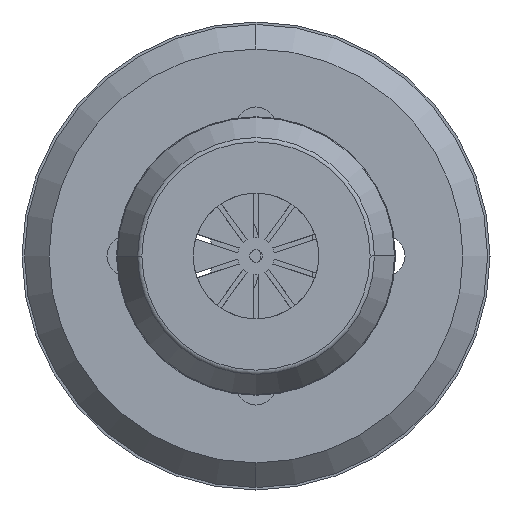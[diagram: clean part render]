
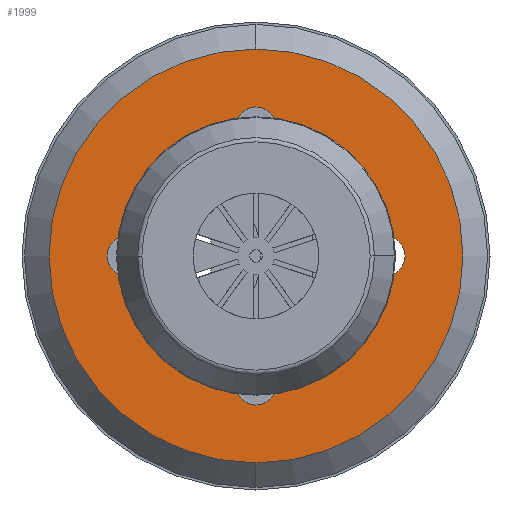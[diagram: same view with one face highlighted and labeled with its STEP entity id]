
A CAD part, left-side view. The second image highlights one B-rep face of the part: STEP entity #1999.
In plain terms, the highlighted planar face has unit normal (-1, 0, 0).
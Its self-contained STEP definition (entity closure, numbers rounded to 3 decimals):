
#1739 = EDGE_LOOP ( 'NONE', ( #1768, #1880 ) ) ;
#1740 = ORIENTED_EDGE ( 'NONE', *, *, #1750, .F. ) ;
#1750 = EDGE_CURVE ( 'NONE', #1762, #1771, #5992, .T. ) ;
#1759 = ORIENTED_EDGE ( 'NONE', *, *, #1776, .F. ) ;
#1762 = VERTEX_POINT ( 'NONE', #5902 ) ;
#1763 = EDGE_CURVE ( 'NONE', #1963, #1934, #5987, .T. ) ;
#1767 = ORIENTED_EDGE ( 'NONE', *, *, #1922, .F. ) ;
#1768 = ORIENTED_EDGE ( 'NONE', *, *, #1763, .T. ) ;
#1771 = VERTEX_POINT ( 'NONE', #5884 ) ;
#1776 = EDGE_CURVE ( 'NONE', #1771, #1762, #5907, .T. ) ;
#1780 = EDGE_LOOP ( 'NONE', ( #1759, #1740 ) ) ;
#1789 = ORIENTED_EDGE ( 'NONE', *, *, #1946, .F. ) ;
#1793 = EDGE_CURVE ( 'NONE', #1943, #1962, #5873, .T. ) ;
#1797 = ORIENTED_EDGE ( 'NONE', *, *, #1793, .F. ) ;
#1798 = EDGE_LOOP ( 'NONE', ( #1797, #2017 ) ) ;
#1828 = EDGE_LOOP ( 'NONE', ( #1835, #1767 ) ) ;
#1835 = ORIENTED_EDGE ( 'NONE', *, *, #2009, .F. ) ;
#1880 = ORIENTED_EDGE ( 'NONE', *, *, #1981, .T. ) ;
#1922 = EDGE_CURVE ( 'NONE', #2026, #1925, #6074, .T. ) ;
#1925 = VERTEX_POINT ( 'NONE', #6070 ) ;
#1934 = VERTEX_POINT ( 'NONE', #6046 ) ;
#1936 = EDGE_CURVE ( 'NONE', #1971, #1938, #6052, .T. ) ;
#1938 = VERTEX_POINT ( 'NONE', #6031 ) ;
#1943 = VERTEX_POINT ( 'NONE', #6034 ) ;
#1944 = EDGE_CURVE ( 'NONE', #1962, #1943, #6024, .T. ) ;
#1946 = EDGE_CURVE ( 'NONE', #1938, #1971, #6030, .T. ) ;
#1947 = ORIENTED_EDGE ( 'NONE', *, *, #1972, .F. ) ;
#1962 = VERTEX_POINT ( 'NONE', #6277 ) ;
#1963 = VERTEX_POINT ( 'NONE', #6285 ) ;
#1964 = VERTEX_POINT ( 'NONE', #6345 ) ;
#1971 = VERTEX_POINT ( 'NONE', #6387 ) ;
#1972 = EDGE_CURVE ( 'NONE', #1964, #1993, #6388, .T. ) ;
#1981 = EDGE_CURVE ( 'NONE', #1934, #1963, #6451, .T. ) ;
#1993 = VERTEX_POINT ( 'NONE', #6389 ) ;
#1998 = EDGE_LOOP ( 'NONE', ( #1789, #2002 ) ) ;
#1999 = ADVANCED_FACE ( 'NONE', ( #6415, #6391, #6418, #6421, #6420, #6414 ), #6428, .F. ) ;
#2000 = ORIENTED_EDGE ( 'NONE', *, *, #2006, .F. ) ;
#2002 = ORIENTED_EDGE ( 'NONE', *, *, #1936, .F. ) ;
#2005 = EDGE_LOOP ( 'NONE', ( #2000, #1947 ) ) ;
#2006 = EDGE_CURVE ( 'NONE', #1993, #1964, #6413, .T. ) ;
#2009 = EDGE_CURVE ( 'NONE', #1925, #2026, #6412, .T. ) ;
#2017 = ORIENTED_EDGE ( 'NONE', *, *, #1944, .F. ) ;
#2026 = VERTEX_POINT ( 'NONE', #6317 ) ;
#5866 = DIRECTION ( 'NONE',  ( 0., 0., 1. ) ) ;
#5867 = DIRECTION ( 'NONE',  ( -1., 0., 0. ) ) ;
#5868 = CARTESIAN_POINT ( 'NONE',  ( -66.1, -5.25, 0. ) ) ;
#5869 = AXIS2_PLACEMENT_3D ( 'NONE', #5868, #5867, #5866 ) ;
#5873 = CIRCLE ( 'NONE', #5869, 0.8 ) ;
#5884 = CARTESIAN_POINT ( 'NONE',  ( -66.1, 0., 3.4 ) ) ;
#5892 = DIRECTION ( 'NONE',  ( 0., 0., -1. ) ) ;
#5893 = DIRECTION ( 'NONE',  ( -1., 0., 0. ) ) ;
#5894 = CARTESIAN_POINT ( 'NONE',  ( -66.1, 0., 0. ) ) ;
#5897 = AXIS2_PLACEMENT_3D ( 'NONE', #5894, #5893, #5892 ) ;
#5902 = CARTESIAN_POINT ( 'NONE',  ( -66.1, 0., -3.4 ) ) ;
#5907 = CIRCLE ( 'NONE', #5973, 3.4 ) ;
#5909 = DIRECTION ( 'NONE',  ( 0., 0., 1. ) ) ;
#5910 = DIRECTION ( 'NONE',  ( -1., 0., 0. ) ) ;
#5911 = CARTESIAN_POINT ( 'NONE',  ( -66.1, 0., 0. ) ) ;
#5963 = DIRECTION ( 'NONE',  ( 0., 0., 1. ) ) ;
#5964 = DIRECTION ( 'NONE',  ( -1., 0., 0. ) ) ;
#5969 = CARTESIAN_POINT ( 'NONE',  ( -66.1, 0., 0. ) ) ;
#5973 = AXIS2_PLACEMENT_3D ( 'NONE', #5969, #5964, #5963 ) ;
#5983 = AXIS2_PLACEMENT_3D ( 'NONE', #5911, #5910, #5909 ) ;
#5987 = CIRCLE ( 'NONE', #5897, 8.4 ) ;
#5992 = CIRCLE ( 'NONE', #5983, 3.4 ) ;
#6002 = DIRECTION ( 'NONE',  ( 0., 0., 1. ) ) ;
#6003 = AXIS2_PLACEMENT_3D ( 'NONE', #6009, #6022, #6002 ) ;
#6009 = CARTESIAN_POINT ( 'NONE',  ( -66.1, 5.25, 0. ) ) ;
#6013 = DIRECTION ( 'NONE',  ( 0., 0., 1. ) ) ;
#6014 = DIRECTION ( 'NONE',  ( -1., 0., 0. ) ) ;
#6015 = CARTESIAN_POINT ( 'NONE',  ( -66.1, -5.25, 0. ) ) ;
#6022 = DIRECTION ( 'NONE',  ( -1., 0., 0. ) ) ;
#6024 = CIRCLE ( 'NONE', #6028, 0.8 ) ;
#6028 = AXIS2_PLACEMENT_3D ( 'NONE', #6015, #6014, #6013 ) ;
#6030 = CIRCLE ( 'NONE', #6003, 0.8 ) ;
#6031 = CARTESIAN_POINT ( 'NONE',  ( -66.1, 5.25, 0.8 ) ) ;
#6034 = CARTESIAN_POINT ( 'NONE',  ( -66.1, -5.25, 0.8 ) ) ;
#6036 = DIRECTION ( 'NONE',  ( 0., 0., 1. ) ) ;
#6037 = AXIS2_PLACEMENT_3D ( 'NONE', #6069, #6044, #6036 ) ;
#6044 = DIRECTION ( 'NONE',  ( -1., 0., 0. ) ) ;
#6046 = CARTESIAN_POINT ( 'NONE',  ( -66.1, 0., 8.4 ) ) ;
#6052 = CIRCLE ( 'NONE', #6037, 0.8 ) ;
#6064 = DIRECTION ( 'NONE',  ( 0., 0., 1. ) ) ;
#6065 = DIRECTION ( 'NONE',  ( -1., 0., 0. ) ) ;
#6066 = CARTESIAN_POINT ( 'NONE',  ( -66.1, 0., -5.25 ) ) ;
#6067 = AXIS2_PLACEMENT_3D ( 'NONE', #6066, #6065, #6064 ) ;
#6069 = CARTESIAN_POINT ( 'NONE',  ( -66.1, 5.25, 0. ) ) ;
#6070 = CARTESIAN_POINT ( 'NONE',  ( -66.1, 0., -4.45 ) ) ;
#6074 = CIRCLE ( 'NONE', #6067, 0.8 ) ;
#6277 = CARTESIAN_POINT ( 'NONE',  ( -66.1, -5.25, -0.8 ) ) ;
#6285 = CARTESIAN_POINT ( 'NONE',  ( -66.1, 0., -8.4 ) ) ;
#6317 = CARTESIAN_POINT ( 'NONE',  ( -66.1, 0., -6.05 ) ) ;
#6345 = CARTESIAN_POINT ( 'NONE',  ( -66.1, 0., 4.45 ) ) ;
#6380 = DIRECTION ( 'NONE',  ( 0., 0., 1. ) ) ;
#6381 = DIRECTION ( 'NONE',  ( -1., 0., 0. ) ) ;
#6382 = CARTESIAN_POINT ( 'NONE',  ( -66.1, 0., 5.25 ) ) ;
#6383 = AXIS2_PLACEMENT_3D ( 'NONE', #6382, #6381, #6380 ) ;
#6387 = CARTESIAN_POINT ( 'NONE',  ( -66.1, 5.25, -0.8 ) ) ;
#6388 = CIRCLE ( 'NONE', #6383, 0.8 ) ;
#6389 = CARTESIAN_POINT ( 'NONE',  ( -66.1, 0., 6.05 ) ) ;
#6391 = FACE_BOUND ( 'NONE', #2005, .T. ) ;
#6403 = AXIS2_PLACEMENT_3D ( 'NONE', #6409, #6427, #6408 ) ;
#6404 = DIRECTION ( 'NONE',  ( 0., 0., 1. ) ) ;
#6405 = DIRECTION ( 'NONE',  ( -1., 0., 0. ) ) ;
#6406 = CARTESIAN_POINT ( 'NONE',  ( -66.1, 0., 5.25 ) ) ;
#6407 = AXIS2_PLACEMENT_3D ( 'NONE', #6406, #6405, #6404 ) ;
#6408 = DIRECTION ( 'NONE',  ( 0., 0., 1. ) ) ;
#6409 = CARTESIAN_POINT ( 'NONE',  ( -66.1, 0., -5.25 ) ) ;
#6410 = DIRECTION ( 'NONE',  ( 0., 0., -1. ) ) ;
#6412 = CIRCLE ( 'NONE', #6403, 0.8 ) ;
#6413 = CIRCLE ( 'NONE', #6407, 0.8 ) ;
#6414 = FACE_OUTER_BOUND ( 'NONE', #1739, .T. ) ;
#6415 = FACE_BOUND ( 'NONE', #1998, .T. ) ;
#6418 = FACE_BOUND ( 'NONE', #1798, .T. ) ;
#6419 = AXIS2_PLACEMENT_3D ( 'NONE', #6423, #6422, #6410 ) ;
#6420 = FACE_BOUND ( 'NONE', #1780, .T. ) ;
#6421 = FACE_BOUND ( 'NONE', #1828, .T. ) ;
#6422 = DIRECTION ( 'NONE',  ( 1., 0., 0. ) ) ;
#6423 = CARTESIAN_POINT ( 'NONE',  ( -66.1, 9.4, 0. ) ) ;
#6427 = DIRECTION ( 'NONE',  ( -1., 0., 0. ) ) ;
#6428 = PLANE ( 'NONE',  #6419 ) ;
#6438 = DIRECTION ( 'NONE',  ( 0., 0., -1. ) ) ;
#6439 = DIRECTION ( 'NONE',  ( -1., 0., 0. ) ) ;
#6446 = AXIS2_PLACEMENT_3D ( 'NONE', #6452, #6439, #6438 ) ;
#6451 = CIRCLE ( 'NONE', #6446, 8.4 ) ;
#6452 = CARTESIAN_POINT ( 'NONE',  ( -66.1, 0., 0. ) ) ;
